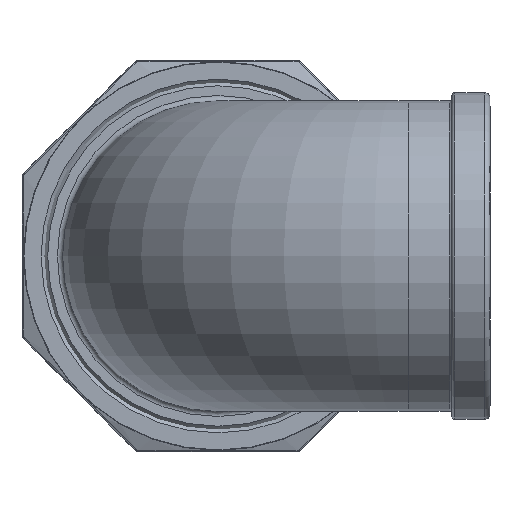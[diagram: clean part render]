
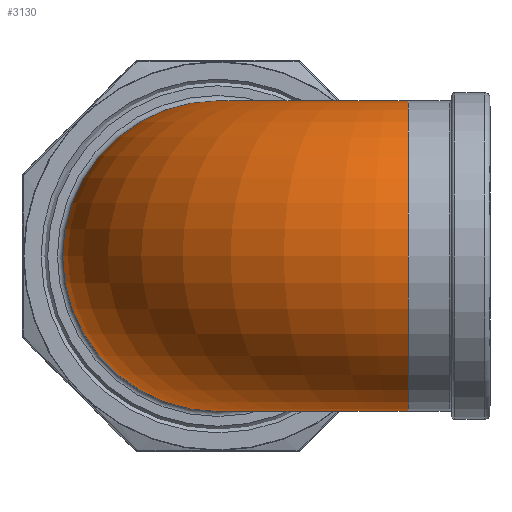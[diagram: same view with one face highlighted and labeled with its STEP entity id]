
A CAD part, left-side view. The second image highlights one B-rep face of the part: STEP entity #3130.
In plain terms, the highlighted toroidal (fillet/blend) face has major radius 35 mm and minor radius 28.5 mm.
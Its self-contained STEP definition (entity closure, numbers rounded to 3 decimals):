
#39 = CARTESIAN_POINT ( 'NONE',  ( -25.5, -28.5, 0. ) ) ;
#639 = EDGE_LOOP ( 'NONE', ( #2587 ) ) ;
#846 = ORIENTED_EDGE ( 'NONE', *, *, #13349, .F. ) ;
#1172 = CARTESIAN_POINT ( 'NONE',  ( -32., -35., 0. ) ) ;
#1432 = CIRCLE ( 'NONE', #11811, 28.5 ) ;
#2587 = ORIENTED_EDGE ( 'NONE', *, *, #8935, .T. ) ;
#3130 = ADVANCED_FACE ( 'NONE', ( #17149, #8580 ), #18304, .T. ) ;
#3753 = AXIS2_PLACEMENT_3D ( 'NONE', #7191, #11431, #7272 ) ;
#5728 = DIRECTION ( 'NONE',  ( 0., 0., 1. ) ) ;
#7191 = CARTESIAN_POINT ( 'NONE',  ( -25.5, 0., 0. ) ) ;
#7272 = DIRECTION ( 'NONE',  ( 0., -1., 0. ) ) ;
#7649 = CARTESIAN_POINT ( 'NONE',  ( -60.5, -35., 0. ) ) ;
#8580 = FACE_OUTER_BOUND ( 'NONE', #639, .T. ) ;
#8935 = EDGE_CURVE ( 'NONE', #18366, #18366, #12061, .T. ) ;
#9800 = CARTESIAN_POINT ( 'NONE',  ( -25.5, -35., 0. ) ) ;
#10246 = AXIS2_PLACEMENT_3D ( 'NONE', #9800, #5728, #15402 ) ;
#11431 = DIRECTION ( 'NONE',  ( -1., 0., 0. ) ) ;
#11811 = AXIS2_PLACEMENT_3D ( 'NONE', #7649, #16040, #17246 ) ;
#12061 = CIRCLE ( 'NONE', #3753, 28.5 ) ;
#13349 = EDGE_CURVE ( 'NONE', #15668, #15668, #1432, .T. ) ;
#14970 = EDGE_LOOP ( 'NONE', ( #846 ) ) ;
#15402 = DIRECTION ( 'NONE',  ( 1., 0., 0. ) ) ;
#15668 = VERTEX_POINT ( 'NONE', #1172 ) ;
#16040 = DIRECTION ( 'NONE',  ( 0., -1., 0. ) ) ;
#17149 = FACE_OUTER_BOUND ( 'NONE', #14970, .T. ) ;
#17246 = DIRECTION ( 'NONE',  ( 1., 0., 0. ) ) ;
#18304 = TOROIDAL_SURFACE ( 'NONE', #10246, 35., 28.5 ) ;
#18366 = VERTEX_POINT ( 'NONE', #39 ) ;
